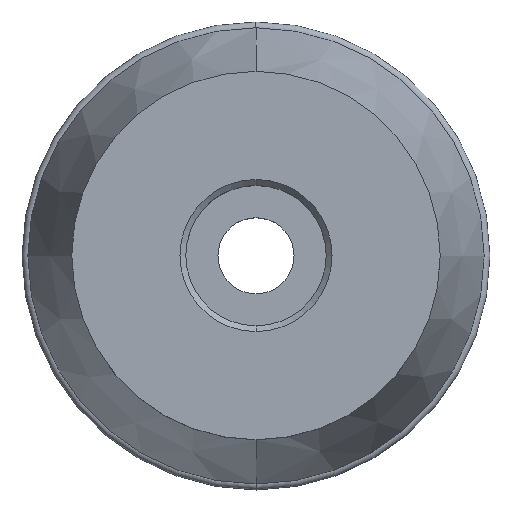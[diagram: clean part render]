
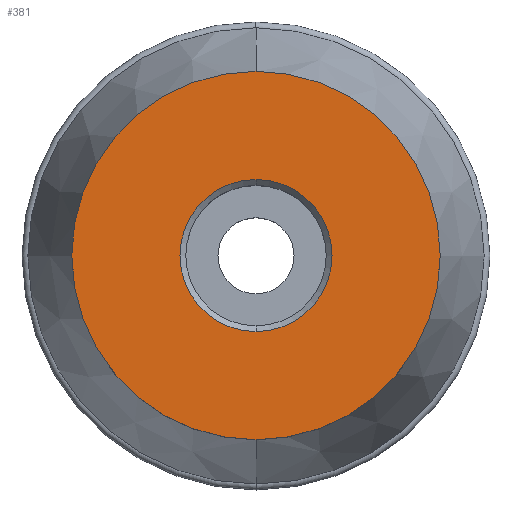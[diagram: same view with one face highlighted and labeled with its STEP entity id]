
A CAD part, top view. The second image highlights one B-rep face of the part: STEP entity #381.
In plain terms, the highlighted planar face has unit normal (0, 0, 1).
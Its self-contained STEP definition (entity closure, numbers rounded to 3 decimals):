
#221=VERTEX_POINT('',#562);
#237=EDGE_CURVE('',#473,#333,#579,.T.);
#291=EDGE_CURVE('',#333,#473,#640,.T.);
#309=EDGE_CURVE('',#449,#221,#660,.T.);
#333=VERTEX_POINT('',#686);
#365=EDGE_CURVE('',#221,#449,#721,.T.);
#381=ADVANCED_FACE('',(#739,#740),#741,.T.);
#449=VERTEX_POINT('',#817);
#473=VERTEX_POINT('',#843);
#562=CARTESIAN_POINT('',(0.,-25.0,0.0));
#579=CIRCLE('',#961,10.319);
#640=CIRCLE('',#1040,10.319);
#660=CIRCLE('',#1067,25.0);
#686=CARTESIAN_POINT('',(0.0,10.319,0.0));
#721=CIRCLE('',#1139,25.0);
#739=FACE_BOUND('',#1162,.T.);
#740=FACE_OUTER_BOUND('',#1163,.T.);
#741=PLANE('',#1164);
#817=CARTESIAN_POINT('',(0.0,25.0,0.0));
#843=CARTESIAN_POINT('',(0.,-10.319,0.0));
#961=AXIS2_PLACEMENT_3D('',#1402,#1403,#1404);
#1040=AXIS2_PLACEMENT_3D('',#1480,#1481,#1482);
#1067=AXIS2_PLACEMENT_3D('',#1509,#1510,#1511);
#1139=AXIS2_PLACEMENT_3D('',#1584,#1585,#1586);
#1162=EDGE_LOOP('',(#1614,#1615));
#1163=EDGE_LOOP('',(#1616,#1617));
#1164=AXIS2_PLACEMENT_3D('',#1618,#1619,#1620);
#1402=CARTESIAN_POINT('',(0.0,0.0,0.0));
#1403=DIRECTION('',(-0.0,0.0,-1.0));
#1404=DIRECTION('',(0.0,1.0,0.0));
#1480=CARTESIAN_POINT('',(0.0,0.0,0.0));
#1481=DIRECTION('',(-0.0,0.0,-1.0));
#1482=DIRECTION('',(0.0,1.0,0.0));
#1509=CARTESIAN_POINT('',(0.0,0.0,0.0));
#1510=DIRECTION('',(0.0,0.0,-1.0));
#1511=DIRECTION('',(0.0,1.0,0.0));
#1584=CARTESIAN_POINT('',(0.0,0.0,0.0));
#1585=DIRECTION('',(0.0,0.0,-1.0));
#1586=DIRECTION('',(0.0,1.0,0.0));
#1614=ORIENTED_EDGE('',*,*,#291,.T.);
#1615=ORIENTED_EDGE('',*,*,#237,.T.);
#1616=ORIENTED_EDGE('',*,*,#309,.F.);
#1617=ORIENTED_EDGE('',*,*,#365,.F.);
#1618=CARTESIAN_POINT('',(0.0,12.5,0.0));
#1619=DIRECTION('',(-0.0,0.0,1.0));
#1620=DIRECTION('',(0.0,-1.0,0.0));
